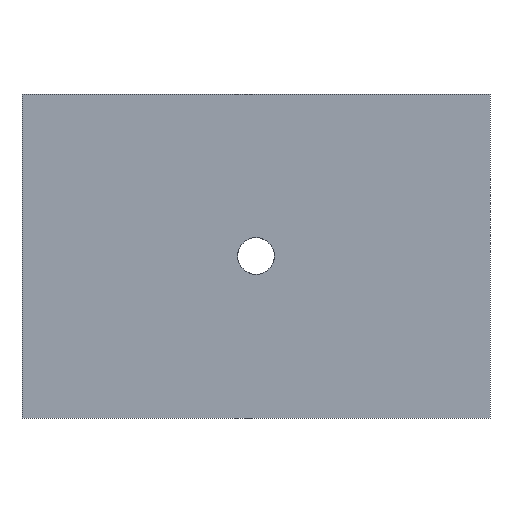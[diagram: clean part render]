
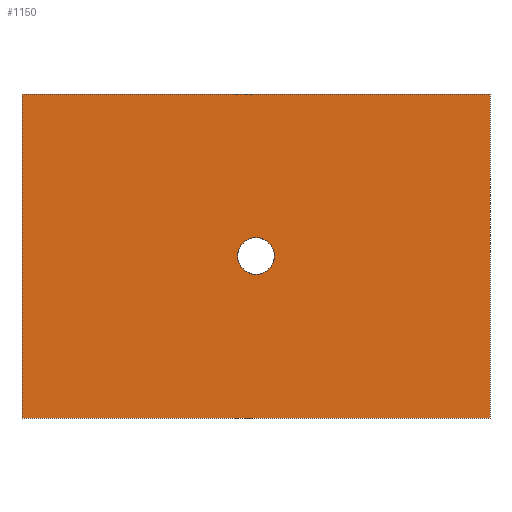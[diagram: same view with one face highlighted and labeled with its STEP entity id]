
A CAD part, front view. The second image highlights one B-rep face of the part: STEP entity #1150.
In plain terms, the highlighted planar face has unit normal (0, -1, 0).
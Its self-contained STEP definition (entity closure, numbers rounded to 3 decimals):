
#7 = EDGE_CURVE ( 'NONE', #1265, #11, #1308, .T. ) ;
#11 = VERTEX_POINT ( 'NONE', #1177 ) ;
#26 = EDGE_CURVE ( 'NONE', #11, #843, #280, .T. ) ;
#27 = CARTESIAN_POINT ( 'NONE',  ( 292.5, 0., 202.5 ) ) ;
#37 = CARTESIAN_POINT ( 'NONE',  ( -292.5, 0., -202.5 ) ) ;
#76 = EDGE_CURVE ( 'NONE', #843, #352, #1284, .T. ) ;
#95 = VECTOR ( 'NONE', #1095, 1000. ) ;
#97 = CARTESIAN_POINT ( 'NONE',  ( 0., 0., 0. ) ) ;
#134 = CARTESIAN_POINT ( 'NONE',  ( 0., 0., -23. ) ) ;
#149 = FACE_OUTER_BOUND ( 'NONE', #203, .T. ) ;
#165 = FACE_BOUND ( 'NONE', #1028, .T. ) ;
#169 = DIRECTION ( 'NONE',  ( 1., 0., 0. ) ) ;
#191 = AXIS2_PLACEMENT_3D ( 'NONE', #97, #1023, #942 ) ;
#203 = EDGE_LOOP ( 'NONE', ( #209, #1039, #659, #1051 ) ) ;
#209 = ORIENTED_EDGE ( 'NONE', *, *, #76, .F. ) ;
#218 = DIRECTION ( 'NONE',  ( 0., 0., 1. ) ) ;
#251 = PLANE ( 'NONE',  #506 ) ;
#280 = LINE ( 'NONE', #963, #1266 ) ;
#352 = VERTEX_POINT ( 'NONE', #429 ) ;
#363 = VERTEX_POINT ( 'NONE', #1283 ) ;
#381 = DIRECTION ( 'NONE',  ( 0., -1., 0. ) ) ;
#386 = CARTESIAN_POINT ( 'NONE',  ( 292.5, 0., 202.5 ) ) ;
#429 = CARTESIAN_POINT ( 'NONE',  ( 292.5, 0., -202.5 ) ) ;
#506 = AXIS2_PLACEMENT_3D ( 'NONE', #1008, #381, #1311 ) ;
#527 = AXIS2_PLACEMENT_3D ( 'NONE', #858, #772, #993 ) ;
#596 = CARTESIAN_POINT ( 'NONE',  ( -292.5, 0., -202.5 ) ) ;
#597 = CIRCLE ( 'NONE', #191, 23. ) ;
#642 = EDGE_CURVE ( 'NONE', #363, #1094, #814, .T. ) ;
#659 = ORIENTED_EDGE ( 'NONE', *, *, #7, .F. ) ;
#705 = EDGE_CURVE ( 'NONE', #352, #1265, #1387, .T. ) ;
#772 = DIRECTION ( 'NONE',  ( 0., 1., 0. ) ) ;
#814 = CIRCLE ( 'NONE', #527, 23. ) ;
#843 = VERTEX_POINT ( 'NONE', #386 ) ;
#858 = CARTESIAN_POINT ( 'NONE',  ( 0., 0., 0. ) ) ;
#942 = DIRECTION ( 'NONE',  ( 0., 0., -1. ) ) ;
#963 = CARTESIAN_POINT ( 'NONE',  ( -292.5, 0., 202.5 ) ) ;
#993 = DIRECTION ( 'NONE',  ( 0., 0., -1. ) ) ;
#1008 = CARTESIAN_POINT ( 'NONE',  ( 292.5, 0., -202.5 ) ) ;
#1023 = DIRECTION ( 'NONE',  ( 0., 1., 0. ) ) ;
#1028 = EDGE_LOOP ( 'NONE', ( #1369, #1204 ) ) ;
#1039 = ORIENTED_EDGE ( 'NONE', *, *, #26, .F. ) ;
#1051 = ORIENTED_EDGE ( 'NONE', *, *, #705, .F. ) ;
#1094 = VERTEX_POINT ( 'NONE', #134 ) ;
#1095 = DIRECTION ( 'NONE',  ( -1., 0., 0. ) ) ;
#1121 = CARTESIAN_POINT ( 'NONE',  ( -292.5, 0., 202.5 ) ) ;
#1150 = ADVANCED_FACE ( 'NONE', ( #165, #149 ), #251, .T. ) ;
#1177 = CARTESIAN_POINT ( 'NONE',  ( -292.5, 0., 202.5 ) ) ;
#1182 = EDGE_CURVE ( 'NONE', #1094, #363, #597, .T. ) ;
#1197 = VECTOR ( 'NONE', #1227, 1000. ) ;
#1204 = ORIENTED_EDGE ( 'NONE', *, *, #1182, .T. ) ;
#1227 = DIRECTION ( 'NONE',  ( 0., 0., -1. ) ) ;
#1265 = VERTEX_POINT ( 'NONE', #37 ) ;
#1266 = VECTOR ( 'NONE', #169, 1000. ) ;
#1283 = CARTESIAN_POINT ( 'NONE',  ( 0., 0., 23. ) ) ;
#1284 = LINE ( 'NONE', #27, #1197 ) ;
#1308 = LINE ( 'NONE', #1121, #1356 ) ;
#1311 = DIRECTION ( 'NONE',  ( 0., 0., -1. ) ) ;
#1356 = VECTOR ( 'NONE', #218, 1000. ) ;
#1369 = ORIENTED_EDGE ( 'NONE', *, *, #642, .T. ) ;
#1387 = LINE ( 'NONE', #596, #95 ) ;
